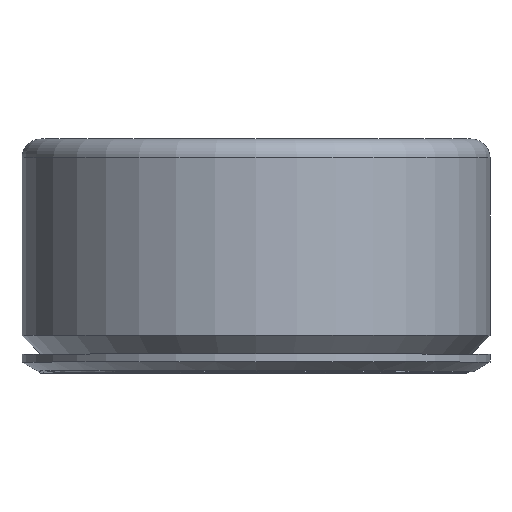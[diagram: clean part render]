
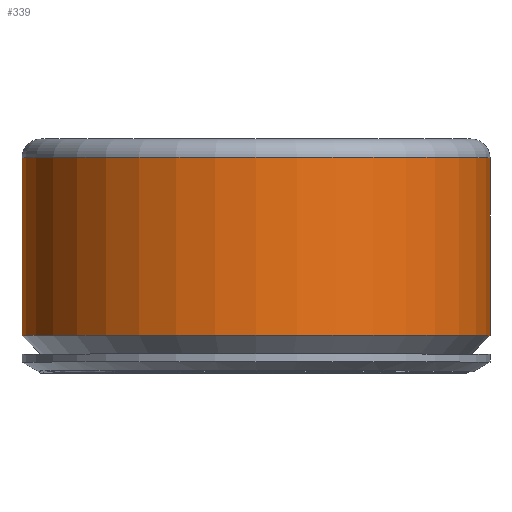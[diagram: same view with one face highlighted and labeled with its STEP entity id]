
A CAD part, top view. The second image highlights one B-rep face of the part: STEP entity #339.
In plain terms, the highlighted cylindrical face has radius 9.525 mm (diameter 19.05 mm), a full revolution.
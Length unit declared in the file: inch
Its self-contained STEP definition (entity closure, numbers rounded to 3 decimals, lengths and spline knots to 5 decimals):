
#18=CYLINDRICAL_SURFACE('',#376,0.375);
#26=FACE_BOUND('',#108,.T.);
#78=FACE_OUTER_BOUND('',#107,.T.);
#107=EDGE_LOOP('',(#287));
#108=EDGE_LOOP('',(#288));
#121=CIRCLE('',#369,0.375);
#124=CIRCLE('',#375,0.375);
#164=VERTEX_POINT('',#7709);
#167=VERTEX_POINT('',#7718);
#205=EDGE_CURVE('',#164,#164,#121,.T.);
#208=EDGE_CURVE('',#167,#167,#124,.T.);
#287=ORIENTED_EDGE('',*,*,#205,.T.);
#288=ORIENTED_EDGE('',*,*,#208,.F.);
#339=ADVANCED_FACE('',(#78,#26),#18,.T.);
#369=AXIS2_PLACEMENT_3D('',#7710,#427,#428);
#375=AXIS2_PLACEMENT_3D('',#7719,#439,#440);
#376=AXIS2_PLACEMENT_3D('',#7720,#441,#442);
#427=DIRECTION('center_axis',(0.,1.,0.));
#428=DIRECTION('ref_axis',(1.,0.,0.));
#439=DIRECTION('center_axis',(0.,1.,0.));
#440=DIRECTION('ref_axis',(1.,0.,0.));
#441=DIRECTION('center_axis',(0.,1.,0.));
#442=DIRECTION('ref_axis',(1.,0.,0.));
#7709=CARTESIAN_POINT('',(0.,0.06,0.375));
#7710=CARTESIAN_POINT('Origin',(0.,0.06,0.));
#7718=CARTESIAN_POINT('',(-0.375,0.345,0.));
#7719=CARTESIAN_POINT('Origin',(0.,0.345,0.));
#7720=CARTESIAN_POINT('Origin',(0.,0.,0.));
